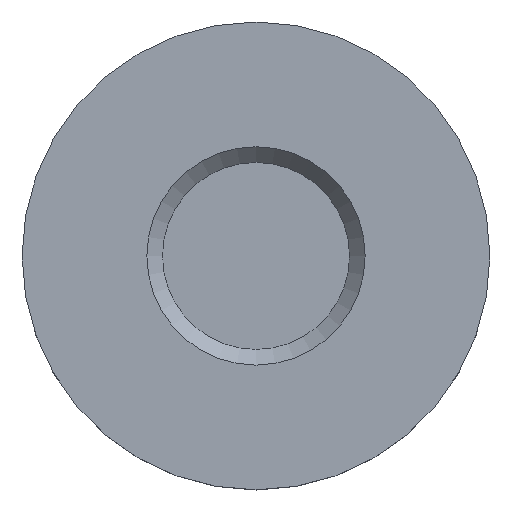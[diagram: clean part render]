
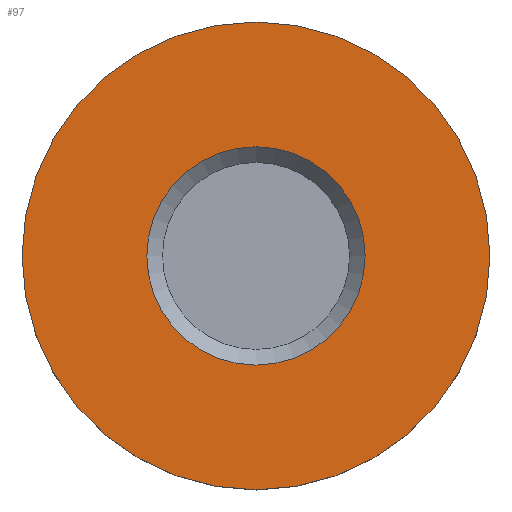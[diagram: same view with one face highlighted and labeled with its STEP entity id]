
A CAD part, top view. The second image highlights one B-rep face of the part: STEP entity #97.
In plain terms, the highlighted planar face has unit normal (0, 0, 1).
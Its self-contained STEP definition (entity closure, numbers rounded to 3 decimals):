
#15=FACE_BOUND('',#30,.T.);
#16=PLANE('',#120);
#23=FACE_OUTER_BOUND('',#29,.T.);
#29=EDGE_LOOP('',(#81,#82));
#30=EDGE_LOOP('',(#83));
#40=CIRCLE('',#114,7.);
#45=CIRCLE('',#121,15.);
#46=CIRCLE('',#122,15.);
#49=VERTEX_POINT('',#165);
#54=VERTEX_POINT('',#179);
#55=VERTEX_POINT('',#180);
#58=EDGE_CURVE('',#49,#49,#40,.T.);
#65=EDGE_CURVE('',#54,#55,#45,.T.);
#66=EDGE_CURVE('',#55,#54,#46,.T.);
#81=ORIENTED_EDGE('',*,*,#65,.F.);
#82=ORIENTED_EDGE('',*,*,#66,.F.);
#83=ORIENTED_EDGE('',*,*,#58,.F.);
#97=ADVANCED_FACE('',(#23,#15),#16,.T.);
#114=AXIS2_PLACEMENT_3D('',#166,#132,#133);
#120=AXIS2_PLACEMENT_3D('',#178,#146,#147);
#121=AXIS2_PLACEMENT_3D('',#181,#148,#149);
#122=AXIS2_PLACEMENT_3D('',#182,#150,#151);
#132=DIRECTION('center_axis',(0.,0.,1.));
#133=DIRECTION('ref_axis',(1.,0.,0.));
#146=DIRECTION('center_axis',(0.,0.,1.));
#147=DIRECTION('ref_axis',(1.,0.,0.));
#148=DIRECTION('center_axis',(0.,0.,-1.));
#149=DIRECTION('ref_axis',(1.,0.,0.));
#150=DIRECTION('center_axis',(0.,0.,-1.));
#151=DIRECTION('ref_axis',(1.,0.,0.));
#165=CARTESIAN_POINT('',(-7.,0.,5.));
#166=CARTESIAN_POINT('Origin',(0.,0.,5.));
#178=CARTESIAN_POINT('Origin',(-15.,0.,5.));
#179=CARTESIAN_POINT('',(-15.,0.,5.));
#180=CARTESIAN_POINT('',(15.,0.,5.));
#181=CARTESIAN_POINT('Origin',(0.,0.,5.));
#182=CARTESIAN_POINT('Origin',(0.,0.,5.));
